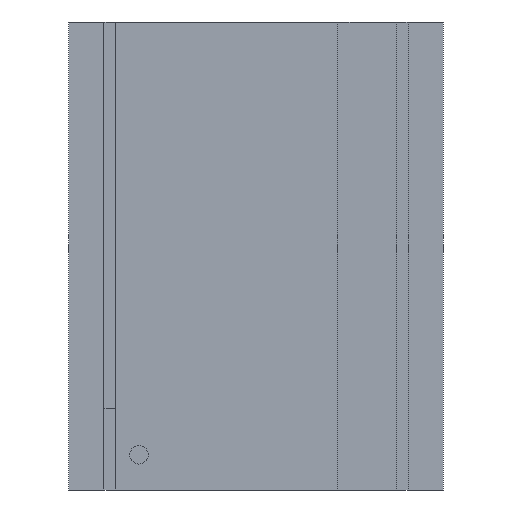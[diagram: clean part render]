
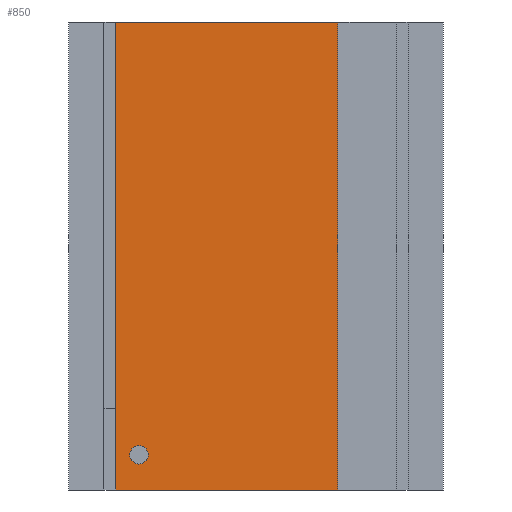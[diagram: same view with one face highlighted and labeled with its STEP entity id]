
A CAD part, left-side view. The second image highlights one B-rep face of the part: STEP entity #850.
In plain terms, the highlighted planar face has unit normal (-1, 0, 0).
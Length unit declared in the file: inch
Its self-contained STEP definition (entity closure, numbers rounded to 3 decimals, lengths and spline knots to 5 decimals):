
#15=FACE_BOUND('',#97,.T.);
#20=CIRCLE('',#897,0.09843);
#50=FACE_OUTER_BOUND('',#96,.T.);
#96=EDGE_LOOP('',(#643,#644,#645,#646,#647));
#97=EDGE_LOOP('',(#648));
#146=LINE('',#1212,#260);
#162=LINE('',#1244,#276);
#180=LINE('',#1287,#294);
#182=LINE('',#1290,#296);
#183=LINE('',#1291,#297);
#260=VECTOR('',#992,0.3937);
#276=VECTOR('',#1018,0.3937);
#294=VECTOR('',#1054,0.3937);
#296=VECTOR('',#1058,0.3937);
#297=VECTOR('',#1059,0.3937);
#366=VERTEX_POINT('',#1205);
#367=VERTEX_POINT('',#1210);
#368=VERTEX_POINT('',#1211);
#379=VERTEX_POINT('',#1243);
#394=VERTEX_POINT('',#1284);
#395=VERTEX_POINT('',#1286);
#453=EDGE_CURVE('',#366,#366,#20,.T.);
#454=EDGE_CURVE('',#367,#368,#146,.T.);
#470=EDGE_CURVE('',#379,#367,#162,.T.);
#490=EDGE_CURVE('',#395,#394,#180,.T.);
#492=EDGE_CURVE('',#379,#394,#182,.T.);
#493=EDGE_CURVE('',#395,#368,#183,.T.);
#643=ORIENTED_EDGE('',*,*,#490,.T.);
#644=ORIENTED_EDGE('',*,*,#492,.F.);
#645=ORIENTED_EDGE('',*,*,#470,.T.);
#646=ORIENTED_EDGE('',*,*,#454,.T.);
#647=ORIENTED_EDGE('',*,*,#493,.F.);
#648=ORIENTED_EDGE('',*,*,#453,.T.);
#804=PLANE('',#914);
#850=ADVANCED_FACE('',(#50,#15),#804,.T.);
#897=AXIS2_PLACEMENT_3D('',#1207,#986,#987);
#914=AXIS2_PLACEMENT_3D('',#1289,#1056,#1057);
#986=DIRECTION('center_axis',(1.,0.,0.));
#987=DIRECTION('ref_axis',(0.,0.,1.));
#992=DIRECTION('',(0.,0.,-1.));
#1018=DIRECTION('',(0.,0.,-1.));
#1054=DIRECTION('',(0.,0.,1.));
#1056=DIRECTION('center_axis',(-1.,0.,0.));
#1057=DIRECTION('ref_axis',(0.,0.,1.));
#1058=DIRECTION('',(0.,-1.,0.));
#1059=DIRECTION('',(0.,1.,0.));
#1205=CARTESIAN_POINT('',(-7.675,3.25,-2.22343));
#1207=CARTESIAN_POINT('Origin',(-7.675,3.25,-2.125));
#1210=CARTESIAN_POINT('',(-7.675,3.5,-1.625));
#1211=CARTESIAN_POINT('',(-7.675,3.5,-2.5));
#1212=CARTESIAN_POINT('',(-7.675,3.5,2.5));
#1243=CARTESIAN_POINT('',(-7.675,3.5,2.5));
#1244=CARTESIAN_POINT('',(-7.675,3.5,2.5));
#1284=CARTESIAN_POINT('',(-7.675,1.125,2.5));
#1286=CARTESIAN_POINT('',(-7.675,1.125,-2.5));
#1287=CARTESIAN_POINT('',(-7.675,1.125,-2.5));
#1289=CARTESIAN_POINT('Origin',(-7.675,2.3125,0.));
#1290=CARTESIAN_POINT('',(-7.675,1.15625,2.5));
#1291=CARTESIAN_POINT('',(-7.675,1.15625,-2.5));
